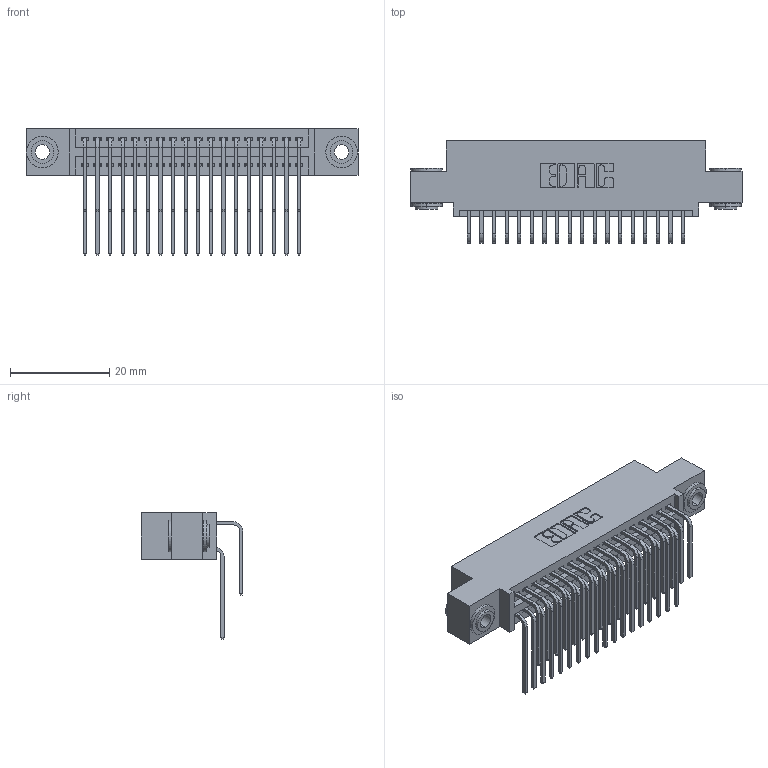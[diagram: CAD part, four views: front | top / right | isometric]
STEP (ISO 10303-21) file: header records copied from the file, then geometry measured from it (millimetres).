
FILE_DESCRIPTION (( 'STEP AP203' ), '1' );
FILE_NAME ('395-036-559-503.STEP', '2018-11-13T21:55:23', ( '' ), ( '' ), 'SwSTEP 2.0', 'SolidWorks 2016', '' );
FILE_SCHEMA (( 'CONFIG_CONTROL_DESIGN' ));
Length unit declared in the file: inch
Products named in the file (5): 395-036-559-503; 345 Part_0.110 Offset - 0.156 Dia-TH; 345-292-001_559 Tail - 2; 345-250-002_345-250-002-102; 345-292-001_558 559 Tail - 1
Assembly tree (39 placements, depth 2):
  395-036-559-503
    345 Part_0.110 Offset - 0.156 Dia-TH
    345-292-001_558 559 Tail - 1  x18
    345-292-001_559 Tail - 2  x18
    345-250-002_345-250-002-102  x2
Bounding box: 66.93 x 20.56 x 25.53 mm (x, y, z)
Volume: 6432.5 mm3; surface area: 10317.7 mm2
Topology: 39 solids, 39 shells, 2040 faces, 6009 edges, 3954 vertices
Faces by surface type: plane 1354, cylinder 678, cone 8
Entity records: 19788 total; most frequent: CARTESIAN_POINT 3362, ORIENTED_EDGE 3238, DIRECTION 2997, EDGE_CURVE 1619, LINE 1351, VECTOR 1351, VERTEX_POINT 1074, AXIS2_PLACEMENT_3D 823
